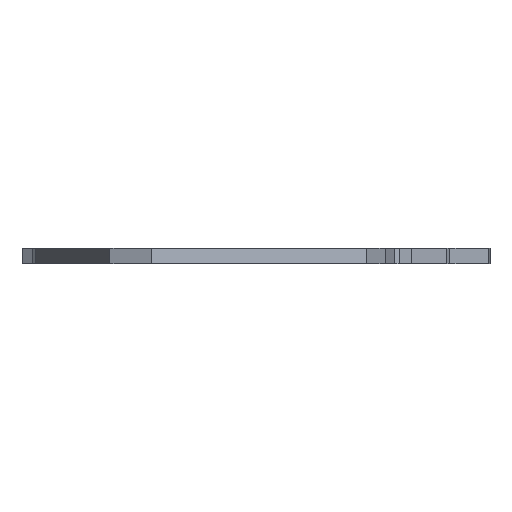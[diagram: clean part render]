
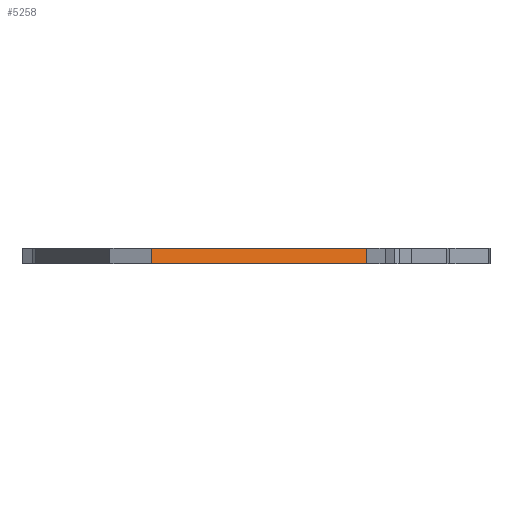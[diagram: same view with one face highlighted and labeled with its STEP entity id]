
A CAD part, left-side view. The second image highlights one B-rep face of the part: STEP entity #5258.
In plain terms, the highlighted planar face has unit normal (-0.92, -0.391, 0).
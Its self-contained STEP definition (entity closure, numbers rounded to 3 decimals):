
#72 = PLANE('',#73);
#73 = AXIS2_PLACEMENT_3D('',#74,#75,#76);
#74 = CARTESIAN_POINT('',(0.,0.,0.));
#75 = DIRECTION('',(0.,0.,1.));
#76 = DIRECTION('',(1.,0.,-0.));
#126 = PLANE('',#127);
#127 = AXIS2_PLACEMENT_3D('',#128,#129,#130);
#128 = CARTESIAN_POINT('',(0.,0.,-5.));
#129 = DIRECTION('',(0.,0.,1.));
#130 = DIRECTION('',(1.,0.,-0.));
#347 = VERTEX_POINT('',#348);
#348 = CARTESIAN_POINT('',(-160.257,6.294,-5.));
#362 = PLANE('',#363);
#363 = AXIS2_PLACEMENT_3D('',#364,#365,#366);
#364 = CARTESIAN_POINT('',(-155.615,19.671,-5.));
#365 = DIRECTION('',(0.945,-0.328,0.));
#366 = DIRECTION('',(-0.328,-0.945,0.));
#374 = EDGE_CURVE('',#347,#375,#377,.T.);
#375 = VERTEX_POINT('',#376);
#376 = CARTESIAN_POINT('',(-130.913,-62.836,-5.));
#377 = SURFACE_CURVE('',#378,(#382,#389),.PCURVE_S1.);
#378 = LINE('',#379,#380);
#379 = CARTESIAN_POINT('',(-139.746,-42.027,-5.));
#380 = VECTOR('',#381,1.);
#381 = DIRECTION('',(0.391,-0.921,0.));
#382 = PCURVE('',#126,#383);
#383 = DEFINITIONAL_REPRESENTATION('',(#384),#388);
#384 = LINE('',#385,#386);
#385 = CARTESIAN_POINT('',(-139.746,-42.027));
#386 = VECTOR('',#387,1.);
#387 = DIRECTION('',(0.391,-0.921));
#388 = ( GEOMETRIC_REPRESENTATION_CONTEXT(2) 
PARAMETRIC_REPRESENTATION_CONTEXT() REPRESENTATION_CONTEXT('2D SPACE',''
  ) );
#389 = PCURVE('',#390,#395);
#390 = PLANE('',#391);
#391 = AXIS2_PLACEMENT_3D('',#392,#393,#394);
#392 = CARTESIAN_POINT('',(-160.257,6.294,-5.));
#393 = DIRECTION('',(0.921,0.391,-0.));
#394 = DIRECTION('',(0.391,-0.921,0.));
#395 = DEFINITIONAL_REPRESENTATION('',(#396),#400);
#396 = LINE('',#397,#398);
#397 = CARTESIAN_POINT('',(52.494,0.));
#398 = VECTOR('',#399,1.);
#399 = DIRECTION('',(1.,0.));
#400 = ( GEOMETRIC_REPRESENTATION_CONTEXT(2) 
PARAMETRIC_REPRESENTATION_CONTEXT() REPRESENTATION_CONTEXT('2D SPACE',''
  ) );
#418 = PLANE('',#419);
#419 = AXIS2_PLACEMENT_3D('',#420,#421,#422);
#420 = CARTESIAN_POINT('',(-118.065,-68.79,-5.));
#421 = DIRECTION('',(-0.42,-0.907,0.));
#422 = DIRECTION('',(-0.907,0.42,0.));
#1959 = VERTEX_POINT('',#1960);
#1960 = CARTESIAN_POINT('',(-160.257,6.294,0.));
#1981 = EDGE_CURVE('',#1959,#1982,#1984,.T.);
#1982 = VERTEX_POINT('',#1983);
#1983 = CARTESIAN_POINT('',(-130.913,-62.836,0.));
#1984 = SURFACE_CURVE('',#1985,(#1989,#1996),.PCURVE_S1.);
#1985 = LINE('',#1986,#1987);
#1986 = CARTESIAN_POINT('',(-139.746,-42.027,0.));
#1987 = VECTOR('',#1988,1.);
#1988 = DIRECTION('',(0.391,-0.921,0.));
#1989 = PCURVE('',#72,#1990);
#1990 = DEFINITIONAL_REPRESENTATION('',(#1991),#1995);
#1991 = LINE('',#1992,#1993);
#1992 = CARTESIAN_POINT('',(-139.746,-42.027));
#1993 = VECTOR('',#1994,1.);
#1994 = DIRECTION('',(0.391,-0.921));
#1995 = ( GEOMETRIC_REPRESENTATION_CONTEXT(2) 
PARAMETRIC_REPRESENTATION_CONTEXT() REPRESENTATION_CONTEXT('2D SPACE',''
  ) );
#1996 = PCURVE('',#390,#1997);
#1997 = DEFINITIONAL_REPRESENTATION('',(#1998),#2002);
#1998 = LINE('',#1999,#2000);
#1999 = CARTESIAN_POINT('',(52.494,-5.));
#2000 = VECTOR('',#2001,1.);
#2001 = DIRECTION('',(1.,0.));
#2002 = ( GEOMETRIC_REPRESENTATION_CONTEXT(2) 
PARAMETRIC_REPRESENTATION_CONTEXT() REPRESENTATION_CONTEXT('2D SPACE',''
  ) );
#5210 = EDGE_CURVE('',#347,#1959,#5211,.T.);
#5211 = SURFACE_CURVE('',#5212,(#5216,#5223),.PCURVE_S1.);
#5212 = LINE('',#5213,#5214);
#5213 = CARTESIAN_POINT('',(-160.257,6.294,-5.));
#5214 = VECTOR('',#5215,1.);
#5215 = DIRECTION('',(0.,0.,1.));
#5216 = PCURVE('',#362,#5217);
#5217 = DEFINITIONAL_REPRESENTATION('',(#5218),#5222);
#5218 = LINE('',#5219,#5220);
#5219 = CARTESIAN_POINT('',(14.16,0.));
#5220 = VECTOR('',#5221,1.);
#5221 = DIRECTION('',(0.,-1.));
#5222 = ( GEOMETRIC_REPRESENTATION_CONTEXT(2) 
PARAMETRIC_REPRESENTATION_CONTEXT() REPRESENTATION_CONTEXT('2D SPACE',''
  ) );
#5223 = PCURVE('',#390,#5224);
#5224 = DEFINITIONAL_REPRESENTATION('',(#5225),#5229);
#5225 = LINE('',#5226,#5227);
#5226 = CARTESIAN_POINT('',(0.,0.));
#5227 = VECTOR('',#5228,1.);
#5228 = DIRECTION('',(0.,-1.));
#5229 = ( GEOMETRIC_REPRESENTATION_CONTEXT(2) 
PARAMETRIC_REPRESENTATION_CONTEXT() REPRESENTATION_CONTEXT('2D SPACE',''
  ) );
#5258 = ADVANCED_FACE('',(#5259),#390,.F.);
#5259 = FACE_BOUND('',#5260,.F.);
#5260 = EDGE_LOOP('',(#5261,#5262,#5263,#5284));
#5261 = ORIENTED_EDGE('',*,*,#5210,.T.);
#5262 = ORIENTED_EDGE('',*,*,#1981,.T.);
#5263 = ORIENTED_EDGE('',*,*,#5264,.F.);
#5264 = EDGE_CURVE('',#375,#1982,#5265,.T.);
#5265 = SURFACE_CURVE('',#5266,(#5270,#5277),.PCURVE_S1.);
#5266 = LINE('',#5267,#5268);
#5267 = CARTESIAN_POINT('',(-130.913,-62.836,-5.));
#5268 = VECTOR('',#5269,1.);
#5269 = DIRECTION('',(0.,0.,1.));
#5270 = PCURVE('',#390,#5271);
#5271 = DEFINITIONAL_REPRESENTATION('',(#5272),#5276);
#5272 = LINE('',#5273,#5274);
#5273 = CARTESIAN_POINT('',(75.1,0.));
#5274 = VECTOR('',#5275,1.);
#5275 = DIRECTION('',(0.,-1.));
#5276 = ( GEOMETRIC_REPRESENTATION_CONTEXT(2) 
PARAMETRIC_REPRESENTATION_CONTEXT() REPRESENTATION_CONTEXT('2D SPACE',''
  ) );
#5277 = PCURVE('',#418,#5278);
#5278 = DEFINITIONAL_REPRESENTATION('',(#5279),#5283);
#5279 = LINE('',#5280,#5281);
#5280 = CARTESIAN_POINT('',(14.16,0.));
#5281 = VECTOR('',#5282,1.);
#5282 = DIRECTION('',(0.,-1.));
#5283 = ( GEOMETRIC_REPRESENTATION_CONTEXT(2) 
PARAMETRIC_REPRESENTATION_CONTEXT() REPRESENTATION_CONTEXT('2D SPACE',''
  ) );
#5284 = ORIENTED_EDGE('',*,*,#374,.F.);
